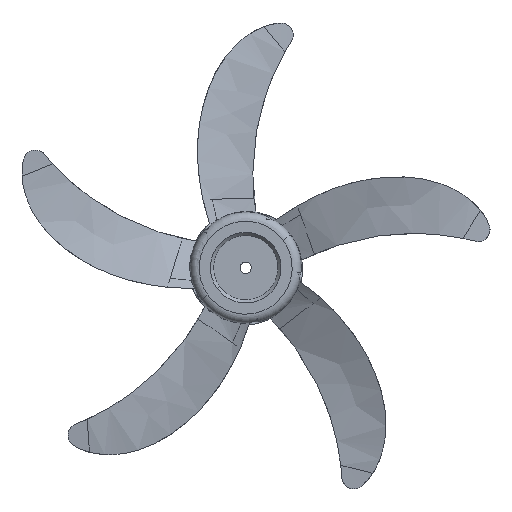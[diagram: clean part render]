
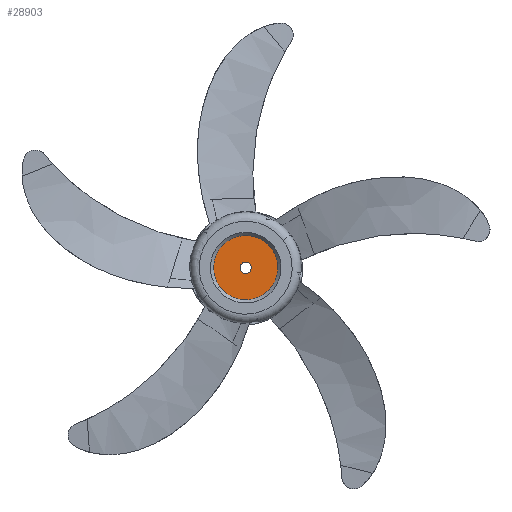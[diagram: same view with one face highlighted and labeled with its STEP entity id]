
A CAD part, top view. The second image highlights one B-rep face of the part: STEP entity #28903.
In plain terms, the highlighted planar face has unit normal (0, 0, 1).
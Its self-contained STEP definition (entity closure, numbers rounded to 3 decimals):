
#1975 = AXIS2_PLACEMENT_3D ( 'NONE', #4924, #22513, #9090 ) ;
#2875 = EDGE_CURVE ( 'NONE', #16887, #12667, #17698, .T. ) ;
#3694 = AXIS2_PLACEMENT_3D ( 'NONE', #7499, #16619, #16912 ) ;
#3880 = DIRECTION ( 'NONE',  ( 0., 0., 1. ) ) ;
#4924 = CARTESIAN_POINT ( 'NONE',  ( 0., 0., -2.9 ) ) ;
#5201 = ORIENTED_EDGE ( 'NONE', *, *, #2875, .F. ) ;
#5266 = PLANE ( 'NONE',  #3694 ) ;
#5590 = EDGE_CURVE ( 'NONE', #20586, #7361, #19504, .T. ) ;
#7313 = EDGE_LOOP ( 'NONE', ( #11621, #5201 ) ) ;
#7361 = VERTEX_POINT ( 'NONE', #23657 ) ;
#7499 = CARTESIAN_POINT ( 'NONE',  ( 23.057, 16.752, -2.9 ) ) ;
#7516 = DIRECTION ( 'NONE',  ( 0., 0., -1. ) ) ;
#8487 = CARTESIAN_POINT ( 'NONE',  ( 0., 0., -2.9 ) ) ;
#9090 = DIRECTION ( 'NONE',  ( 1., 0., 0. ) ) ;
#11348 = CARTESIAN_POINT ( 'NONE',  ( -23.057, -16.752, -2.9 ) ) ;
#11621 = ORIENTED_EDGE ( 'NONE', *, *, #23367, .F. ) ;
#11977 = FACE_BOUND ( 'NONE', #7313, .T. ) ;
#12667 = VERTEX_POINT ( 'NONE', #20013 ) ;
#14172 = CARTESIAN_POINT ( 'NONE',  ( 0., 0., -2.9 ) ) ;
#14257 = ORIENTED_EDGE ( 'NONE', *, *, #5590, .F. ) ;
#15569 = CIRCLE ( 'NONE', #16542, 5. ) ;
#16542 = AXIS2_PLACEMENT_3D ( 'NONE', #8487, #3880, #17610 ) ;
#16619 = DIRECTION ( 'NONE',  ( 0., 0., 1. ) ) ;
#16887 = VERTEX_POINT ( 'NONE', #24127 ) ;
#16912 = DIRECTION ( 'NONE',  ( -0.809, -0.588, 0. ) ) ;
#17451 = CIRCLE ( 'NONE', #26019, 28.5 ) ;
#17610 = DIRECTION ( 'NONE',  ( 1., 0., 0. ) ) ;
#17698 = CIRCLE ( 'NONE', #1975, 5. ) ;
#18511 = DIRECTION ( 'NONE',  ( 0., 0., -1. ) ) ;
#19504 = CIRCLE ( 'NONE', #23303, 28.5 ) ;
#20013 = CARTESIAN_POINT ( 'NONE',  ( -5., 0., -2.9 ) ) ;
#20586 = VERTEX_POINT ( 'NONE', #11348 ) ;
#20960 = DIRECTION ( 'NONE',  ( 0.809, 0.588, 0. ) ) ;
#21083 = FACE_OUTER_BOUND ( 'NONE', #24507, .T. ) ;
#22513 = DIRECTION ( 'NONE',  ( 0., 0., 1. ) ) ;
#23303 = AXIS2_PLACEMENT_3D ( 'NONE', #27935, #7516, #20960 ) ;
#23367 = EDGE_CURVE ( 'NONE', #12667, #16887, #15569, .T. ) ;
#23404 = DIRECTION ( 'NONE',  ( 0.809, 0.588, 0. ) ) ;
#23571 = EDGE_CURVE ( 'NONE', #7361, #20586, #17451, .T. ) ;
#23657 = CARTESIAN_POINT ( 'NONE',  ( 23.057, 16.752, -2.9 ) ) ;
#24127 = CARTESIAN_POINT ( 'NONE',  ( 5., 0., -2.9 ) ) ;
#24507 = EDGE_LOOP ( 'NONE', ( #14257, #28965 ) ) ;
#26019 = AXIS2_PLACEMENT_3D ( 'NONE', #14172, #18511, #23404 ) ;
#27935 = CARTESIAN_POINT ( 'NONE',  ( 0., 0., -2.9 ) ) ;
#28903 = ADVANCED_FACE ( 'NONE', ( #11977, #21083 ), #5266, .T. ) ;
#28965 = ORIENTED_EDGE ( 'NONE', *, *, #23571, .F. ) ;
